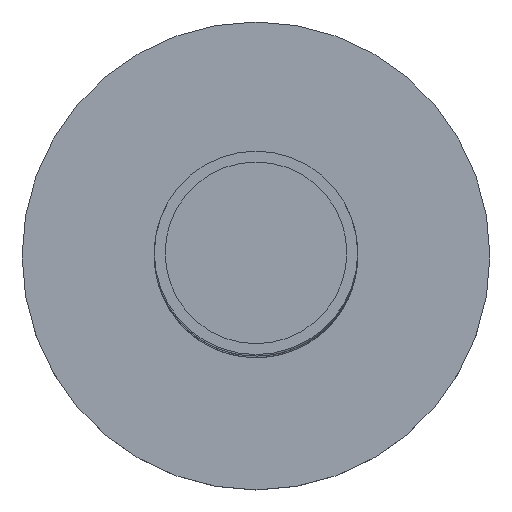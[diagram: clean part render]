
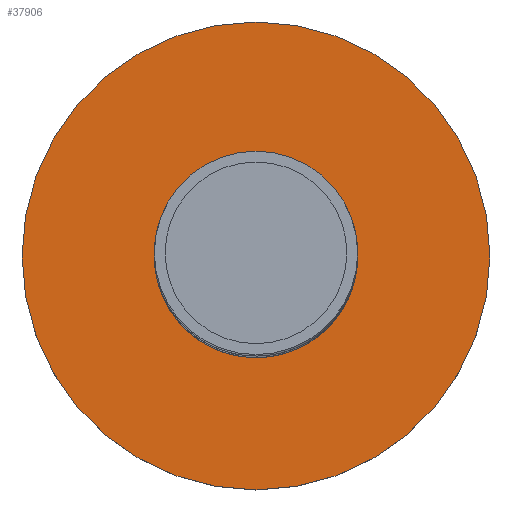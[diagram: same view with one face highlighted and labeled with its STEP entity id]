
A CAD part, top view. The second image highlights one B-rep face of the part: STEP entity #37906.
In plain terms, the highlighted planar face has unit normal (0, 0, 1).
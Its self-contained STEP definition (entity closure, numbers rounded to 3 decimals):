
#126 = CYLINDRICAL_SURFACE('',#127,6.786);
#127 = AXIS2_PLACEMENT_3D('',#128,#129,#130);
#128 = CARTESIAN_POINT('',(0.,0.,
    126.116));
#129 = DIRECTION('',(0.,0.,1.));
#130 = DIRECTION('',(1.,0.,0.));
#1895 = VERTEX_POINT('',#1896);
#1896 = CARTESIAN_POINT('',(6.786,0.,
    32.306));
#1917 = EDGE_CURVE('',#1895,#1895,#1918,.T.);
#1918 = SURFACE_CURVE('',#1919,(#1924,#1931),.PCURVE_S1.);
#1919 = CIRCLE('',#1920,6.786);
#1920 = AXIS2_PLACEMENT_3D('',#1921,#1922,#1923);
#1921 = CARTESIAN_POINT('',(0.,0.,
    32.306));
#1922 = DIRECTION('',(0.,0.,1.));
#1923 = DIRECTION('',(1.,0.,0.));
#1924 = PCURVE('',#126,#1925);
#1925 = DEFINITIONAL_REPRESENTATION('',(#1926),#1930);
#1926 = LINE('',#1927,#1928);
#1927 = CARTESIAN_POINT('',(0.,-93.81));
#1928 = VECTOR('',#1929,1.);
#1929 = DIRECTION('',(1.,0.));
#1930 = ( GEOMETRIC_REPRESENTATION_CONTEXT(2) 
PARAMETRIC_REPRESENTATION_CONTEXT() REPRESENTATION_CONTEXT('2D SPACE',''
  ) );
#1931 = PCURVE('',#1932,#1937);
#1932 = PLANE('',#1933);
#1933 = AXIS2_PLACEMENT_3D('',#1934,#1935,#1936);
#1934 = CARTESIAN_POINT('',(0.,0.,
    32.306));
#1935 = DIRECTION('',(0.,0.,1.));
#1936 = DIRECTION('',(1.,0.,0.));
#1937 = DEFINITIONAL_REPRESENTATION('',(#1938),#1942);
#1938 = CIRCLE('',#1939,6.786);
#1939 = AXIS2_PLACEMENT_2D('',#1940,#1941);
#1940 = CARTESIAN_POINT('',(0.,0.));
#1941 = DIRECTION('',(1.,0.));
#1942 = ( GEOMETRIC_REPRESENTATION_CONTEXT(2) 
PARAMETRIC_REPRESENTATION_CONTEXT() REPRESENTATION_CONTEXT('2D SPACE',''
  ) );
#37906 = ADVANCED_FACE('',(#37907,#37938),#1932,.T.);
#37907 = FACE_BOUND('',#37908,.T.);
#37908 = EDGE_LOOP('',(#37909));
#37909 = ORIENTED_EDGE('',*,*,#37910,.T.);
#37910 = EDGE_CURVE('',#37911,#37911,#37913,.T.);
#37911 = VERTEX_POINT('',#37912);
#37912 = CARTESIAN_POINT('',(15.613,0.,
    32.306));
#37913 = SURFACE_CURVE('',#37914,(#37919,#37926),.PCURVE_S1.);
#37914 = CIRCLE('',#37915,15.613);
#37915 = AXIS2_PLACEMENT_3D('',#37916,#37917,#37918);
#37916 = CARTESIAN_POINT('',(0.,0.,
    32.306));
#37917 = DIRECTION('',(0.,0.,1.));
#37918 = DIRECTION('',(1.,0.,0.));
#37919 = PCURVE('',#1932,#37920);
#37920 = DEFINITIONAL_REPRESENTATION('',(#37921),#37925);
#37921 = CIRCLE('',#37922,15.613);
#37922 = AXIS2_PLACEMENT_2D('',#37923,#37924);
#37923 = CARTESIAN_POINT('',(0.,0.));
#37924 = DIRECTION('',(1.,0.));
#37925 = ( GEOMETRIC_REPRESENTATION_CONTEXT(2) 
PARAMETRIC_REPRESENTATION_CONTEXT() REPRESENTATION_CONTEXT('2D SPACE',''
  ) );
#37926 = PCURVE('',#37927,#37932);
#37927 = CYLINDRICAL_SURFACE('',#37928,15.613);
#37928 = AXIS2_PLACEMENT_3D('',#37929,#37930,#37931);
#37929 = CARTESIAN_POINT('',(0.,0.,
    28.753));
#37930 = DIRECTION('',(0.,0.,1.));
#37931 = DIRECTION('',(1.,0.,0.));
#37932 = DEFINITIONAL_REPRESENTATION('',(#37933),#37937);
#37933 = LINE('',#37934,#37935);
#37934 = CARTESIAN_POINT('',(0.,3.553));
#37935 = VECTOR('',#37936,1.);
#37936 = DIRECTION('',(1.,0.));
#37937 = ( GEOMETRIC_REPRESENTATION_CONTEXT(2) 
PARAMETRIC_REPRESENTATION_CONTEXT() REPRESENTATION_CONTEXT('2D SPACE',''
  ) );
#37938 = FACE_BOUND('',#37939,.T.);
#37939 = EDGE_LOOP('',(#37940));
#37940 = ORIENTED_EDGE('',*,*,#1917,.F.);
